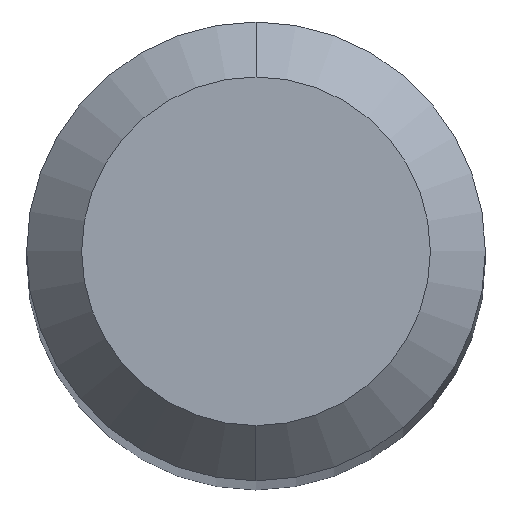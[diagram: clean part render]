
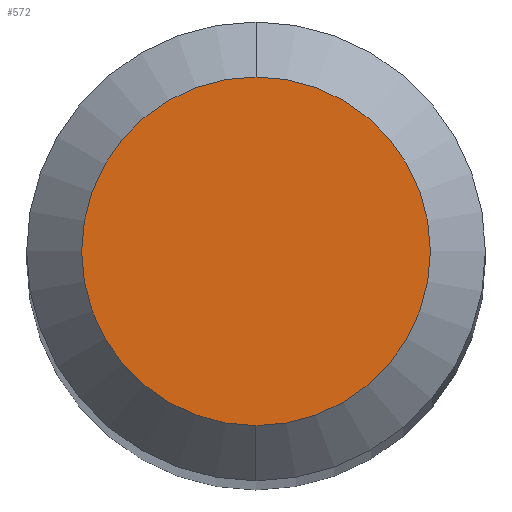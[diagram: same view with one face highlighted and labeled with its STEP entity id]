
A CAD part, top view. The second image highlights one B-rep face of the part: STEP entity #572.
In plain terms, the highlighted planar face has unit normal (0, 0, 1).
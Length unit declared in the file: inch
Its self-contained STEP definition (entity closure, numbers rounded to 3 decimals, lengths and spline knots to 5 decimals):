
#69 = VERTEX_POINT ( 'NONE', #355 ) ;
#91 = CARTESIAN_POINT ( 'NONE',  ( 0., -0.0475, 0. ) ) ;
#139 = ORIENTED_EDGE ( 'NONE', *, *, #220, .T. ) ;
#145 = DIRECTION ( 'NONE',  ( 0., -1., 0. ) ) ;
#166 = DIRECTION ( 'NONE',  ( 0., 0., -1. ) ) ;
#187 = AXIS2_PLACEMENT_3D ( 'NONE', #271, #365, #145 ) ;
#220 = EDGE_CURVE ( 'NONE', #69, #455, #358, .T. ) ;
#271 = CARTESIAN_POINT ( 'NONE',  ( 0., 0., 0. ) ) ;
#273 = CARTESIAN_POINT ( 'NONE',  ( 0., 0., 0. ) ) ;
#305 = PLANE ( 'NONE',  #566 ) ;
#311 = DIRECTION ( 'NONE',  ( 0., -1., 0. ) ) ;
#344 = DIRECTION ( 'NONE',  ( 0., 1., 0. ) ) ;
#355 = CARTESIAN_POINT ( 'NONE',  ( 0., 0.0475, 0. ) ) ;
#358 = CIRCLE ( 'NONE', #187, 0.0475 ) ;
#362 = EDGE_LOOP ( 'NONE', ( #139, #490 ) ) ;
#365 = DIRECTION ( 'NONE',  ( 0., 0., 1. ) ) ;
#370 = CIRCLE ( 'NONE', #559, 0.0475 ) ;
#430 = FACE_OUTER_BOUND ( 'NONE', #362, .T. ) ;
#455 = VERTEX_POINT ( 'NONE', #91 ) ;
#464 = EDGE_CURVE ( 'NONE', #455, #69, #370, .T. ) ;
#490 = ORIENTED_EDGE ( 'NONE', *, *, #464, .T. ) ;
#533 = DIRECTION ( 'NONE',  ( 0., 0., 1. ) ) ;
#559 = AXIS2_PLACEMENT_3D ( 'NONE', #273, #533, #311 ) ;
#564 = CARTESIAN_POINT ( 'NONE',  ( 0., 0.0475, 0. ) ) ;
#566 = AXIS2_PLACEMENT_3D ( 'NONE', #564, #166, #344 ) ;
#572 = ADVANCED_FACE ( 'NONE', ( #430 ), #305, .F. ) ;
